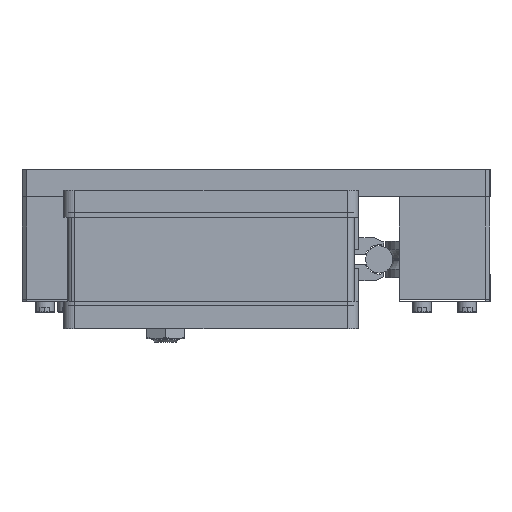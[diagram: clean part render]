
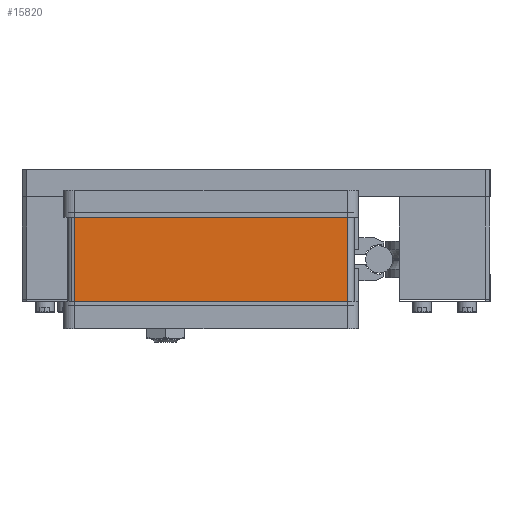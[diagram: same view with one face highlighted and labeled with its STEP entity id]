
A CAD part, left-side view. The second image highlights one B-rep face of the part: STEP entity #15820.
In plain terms, the highlighted planar face has unit normal (-1, 0, 0).
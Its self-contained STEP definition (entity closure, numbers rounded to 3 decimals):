
#2513 = FACE_OUTER_BOUND ( 'NONE', #33325, .T. ) ;
#4259 = LINE ( 'NONE', #8816, #4261 ) ;
#4260 = LINE ( 'NONE', #8842, #4270 ) ;
#4261 = VECTOR ( 'NONE', #8812, 1000. ) ;
#4264 = LINE ( 'NONE', #8835, #4266 ) ;
#4265 = LINE ( 'NONE', #8849, #4268 ) ;
#4266 = VECTOR ( 'NONE', #8826, 1000. ) ;
#4268 = VECTOR ( 'NONE', #8852, 1000. ) ;
#4270 = VECTOR ( 'NONE', #8854, 1000. ) ;
#8812 = DIRECTION ( 'NONE',  ( 0., 0., 1. ) ) ;
#8816 = CARTESIAN_POINT ( 'NONE',  ( -372.491, -19.074, -20.5 ) ) ;
#8826 = DIRECTION ( 'NONE',  ( 0., 1., 0. ) ) ;
#8835 = CARTESIAN_POINT ( 'NONE',  ( -372.491, -22.074, 20.5 ) ) ;
#8842 = CARTESIAN_POINT ( 'NONE',  ( -372.491, -22.074, -20.5 ) ) ;
#8849 = CARTESIAN_POINT ( 'NONE',  ( -372.491, 100.926, -20.5 ) ) ;
#8852 = DIRECTION ( 'NONE',  ( 0., 0., 1. ) ) ;
#8854 = DIRECTION ( 'NONE',  ( 0., 1., 0. ) ) ;
#12778 = CARTESIAN_POINT ( 'NONE',  ( -372.491, 100.926, -20.5 ) ) ;
#13267 = CARTESIAN_POINT ( 'NONE',  ( -372.491, 100.926, 20.5 ) ) ;
#13346 = CARTESIAN_POINT ( 'NONE',  ( -372.491, -19.074, 20.5 ) ) ;
#13349 = CARTESIAN_POINT ( 'NONE',  ( -372.491, -19.074, -20.5 ) ) ;
#15820 = ADVANCED_FACE ( 'NONE', ( #2513 ), #19845, .F. ) ;
#19103 = AXIS2_PLACEMENT_3D ( 'NONE', #19847, #19842, #19841 ) ;
#19841 = DIRECTION ( 'NONE',  ( 0., 0., -1. ) ) ;
#19842 = DIRECTION ( 'NONE',  ( 1., 0., 0. ) ) ;
#19845 = PLANE ( 'NONE',  #19103 ) ;
#19847 = CARTESIAN_POINT ( 'NONE',  ( -372.491, -22.074, -20.5 ) ) ;
#23651 = ORIENTED_EDGE ( 'NONE', *, *, #26790, .T. ) ;
#23653 = ORIENTED_EDGE ( 'NONE', *, *, #26801, .F. ) ;
#23655 = ORIENTED_EDGE ( 'NONE', *, *, #26799, .F. ) ;
#23657 = ORIENTED_EDGE ( 'NONE', *, *, #26797, .T. ) ;
#26790 = EDGE_CURVE ( 'NONE', #29542, #29539, #4259, .T. ) ;
#26797 = EDGE_CURVE ( 'NONE', #29539, #29460, #4264, .T. ) ;
#26799 = EDGE_CURVE ( 'NONE', #29078, #29460, #4265, .T. ) ;
#26801 = EDGE_CURVE ( 'NONE', #29542, #29078, #4260, .T. ) ;
#29078 = VERTEX_POINT ( 'NONE', #12778 ) ;
#29460 = VERTEX_POINT ( 'NONE', #13267 ) ;
#29539 = VERTEX_POINT ( 'NONE', #13346 ) ;
#29542 = VERTEX_POINT ( 'NONE', #13349 ) ;
#33325 = EDGE_LOOP ( 'NONE', ( #23657, #23655, #23653, #23651 ) ) ;
